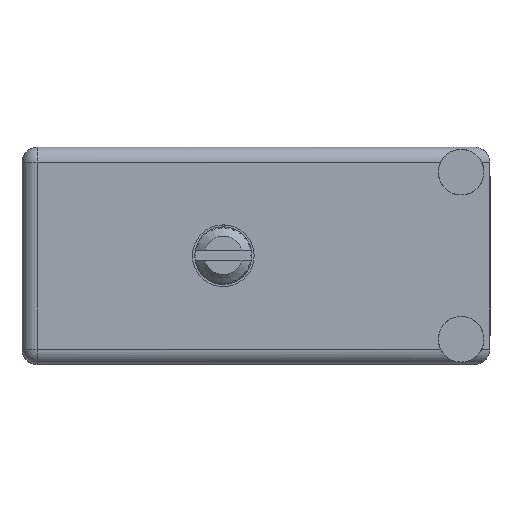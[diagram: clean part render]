
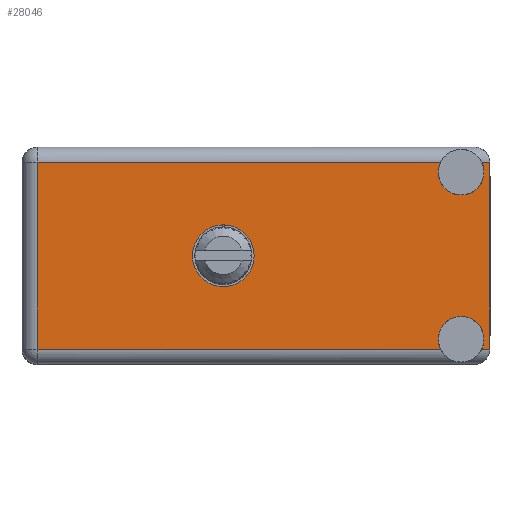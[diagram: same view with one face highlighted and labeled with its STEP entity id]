
A CAD part, top view. The second image highlights one B-rep face of the part: STEP entity #28046.
In plain terms, the highlighted face is planar.
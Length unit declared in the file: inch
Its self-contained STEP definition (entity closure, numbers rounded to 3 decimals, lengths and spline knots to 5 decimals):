
#529 = VECTOR ( 'NONE', #8657, 39.37008 ) ;
#675 = CARTESIAN_POINT ( 'NONE',  ( 0., 0.906, -0.665 ) ) ;
#1102 = EDGE_LOOP ( 'NONE', ( #106355, #81687 ) ) ;
#2030 = DIRECTION ( 'NONE',  ( 0., 1., 0. ) ) ;
#3254 = EDGE_CURVE ( 'NONE', #179042, #27384, #78306, .T. ) ;
#6664 = CARTESIAN_POINT ( 'NONE',  ( 1.445, 0.906, -0.5575 ) ) ;
#8657 = DIRECTION ( 'NONE',  ( 1., 0., 0. ) ) ;
#10525 = CARTESIAN_POINT ( 'NONE',  ( 1.539, 0.906, -0.05 ) ) ;
#10578 = AXIS2_PLACEMENT_3D ( 'NONE', #26147, #101156, #42437 ) ;
#10695 = DIRECTION ( 'NONE',  ( -1., 0., 0. ) ) ;
#10956 = VERTEX_POINT ( 'NONE', #122277 ) ;
#11894 = VECTOR ( 'NONE', #50670, 39.37008 ) ;
#15506 = FACE_BOUND ( 'NONE', #1102, .T. ) ;
#17926 = CARTESIAN_POINT ( 'NONE',  ( 1.51259, 0.906, -0.665 ) ) ;
#19018 = DIRECTION ( 'NONE',  ( 0., 0., 1. ) ) ;
#19276 = FACE_OUTER_BOUND ( 'NONE', #53676, .T. ) ;
#19532 = ORIENTED_EDGE ( 'NONE', *, *, #70102, .F. ) ;
#24241 = AXIS2_PLACEMENT_3D ( 'NONE', #179553, #45009, #19018 ) ;
#25041 = DIRECTION ( 'NONE',  ( 0., 1., 0. ) ) ;
#25184 = DIRECTION ( 'NONE',  ( 0., 1., 0. ) ) ;
#26147 = CARTESIAN_POINT ( 'NONE',  ( 1.445, 0.906, -0.0825 ) ) ;
#27384 = VERTEX_POINT ( 'NONE', #167252 ) ;
#28046 = ADVANCED_FACE ( 'NONE', ( #15506, #19276 ), #103980, .T. ) ;
#29445 = EDGE_CURVE ( 'NONE', #70789, #30179, #170853, .T. ) ;
#30179 = VERTEX_POINT ( 'NONE', #89099 ) ;
#32753 = DIRECTION ( 'NONE',  ( 0., 0., 1. ) ) ;
#34904 = DIRECTION ( 'NONE',  ( 0., 0., 1. ) ) ;
#35082 = ORIENTED_EDGE ( 'NONE', *, *, #43916, .T. ) ;
#37365 = LINE ( 'NONE', #184428, #130233 ) ;
#39097 = EDGE_CURVE ( 'NONE', #103232, #92968, #131225, .T. ) ;
#41916 = VERTEX_POINT ( 'NONE', #17926 ) ;
#42437 = DIRECTION ( 'NONE',  ( 0., 0., 1. ) ) ;
#43874 = CARTESIAN_POINT ( 'NONE',  ( 0.6625, 0.906, -0.459 ) ) ;
#43916 = EDGE_CURVE ( 'NONE', #145046, #10956, #99026, .T. ) ;
#45009 = DIRECTION ( 'NONE',  ( 0., 1., 0. ) ) ;
#45337 = AXIS2_PLACEMENT_3D ( 'NONE', #46245, #2030, #32753 ) ;
#45392 = CIRCLE ( 'NONE', #69979, 0.075 ) ;
#46245 = CARTESIAN_POINT ( 'NONE',  ( 0., 0.906, -0.715 ) ) ;
#48310 = AXIS2_PLACEMENT_3D ( 'NONE', #95136, #183503, #140274 ) ;
#49326 = LINE ( 'NONE', #151263, #71681 ) ;
#49728 = LINE ( 'NONE', #150730, #11894 ) ;
#49941 = DIRECTION ( 'NONE',  ( 0., 1., 0. ) ) ;
#50604 = VERTEX_POINT ( 'NONE', #97634 ) ;
#50670 = DIRECTION ( 'NONE',  ( 0., 0., 1. ) ) ;
#50881 = DIRECTION ( 'NONE',  ( 0., 0., 1. ) ) ;
#51044 = DIRECTION ( 'NONE',  ( 0., 0., 1. ) ) ;
#51430 = ORIENTED_EDGE ( 'NONE', *, *, #3254, .F. ) ;
#52006 = CARTESIAN_POINT ( 'NONE',  ( 1.445, 0.906, -0.6325 ) ) ;
#53676 = EDGE_LOOP ( 'NONE', ( #35082, #19532, #51430, #138472, #132804, #148404, #113908, #91922, #166085, #90745 ) ) ;
#69979 = AXIS2_PLACEMENT_3D ( 'NONE', #108634, #49941, #50881 ) ;
#70102 = EDGE_CURVE ( 'NONE', #27384, #10956, #45392, .T. ) ;
#70789 = VERTEX_POINT ( 'NONE', #43874 ) ;
#71681 = VECTOR ( 'NONE', #34904, 39.37008 ) ;
#78306 = CIRCLE ( 'NONE', #10578, 0.075 ) ;
#81687 = ORIENTED_EDGE ( 'NONE', *, *, #29445, .F. ) ;
#81808 = EDGE_CURVE ( 'NONE', #104147, #41916, #132384, .T. ) ;
#87783 = EDGE_CURVE ( 'NONE', #92968, #41916, #166991, .T. ) ;
#88170 = DIRECTION ( 'NONE',  ( -1., 0., 0. ) ) ;
#88925 = EDGE_CURVE ( 'NONE', #179042, #91650, #37365, .T. ) ;
#89099 = CARTESIAN_POINT ( 'NONE',  ( 0.6625, 0.906, -0.256 ) ) ;
#90745 = ORIENTED_EDGE ( 'NONE', *, *, #98248, .T. ) ;
#91650 = VERTEX_POINT ( 'NONE', #134493 ) ;
#91922 = ORIENTED_EDGE ( 'NONE', *, *, #39097, .F. ) ;
#92968 = VERTEX_POINT ( 'NONE', #6664 ) ;
#95136 = CARTESIAN_POINT ( 'NONE',  ( 1.445, 0.906, -0.6325 ) ) ;
#97634 = CARTESIAN_POINT ( 'NONE',  ( 0.05, 0.906, -0.665 ) ) ;
#98234 = CARTESIAN_POINT ( 'NONE',  ( 1.51259, 0.906, -0.05 ) ) ;
#98248 = EDGE_CURVE ( 'NONE', #50604, #145046, #49326, .T. ) ;
#99026 = LINE ( 'NONE', #10525, #529 ) ;
#99166 = CARTESIAN_POINT ( 'NONE',  ( 1.539, 0.906, -0.665 ) ) ;
#100252 = AXIS2_PLACEMENT_3D ( 'NONE', #140588, #25184, #172226 ) ;
#101156 = DIRECTION ( 'NONE',  ( 0., 1., 0. ) ) ;
#103232 = VERTEX_POINT ( 'NONE', #188436 ) ;
#103980 = PLANE ( 'NONE',  #45337 ) ;
#104147 = VERTEX_POINT ( 'NONE', #99166 ) ;
#106355 = ORIENTED_EDGE ( 'NONE', *, *, #113890, .F. ) ;
#108634 = CARTESIAN_POINT ( 'NONE',  ( 1.445, 0.906, -0.0825 ) ) ;
#112371 = DIRECTION ( 'NONE',  ( 1., 0., 0. ) ) ;
#112458 = EDGE_CURVE ( 'NONE', #103232, #50604, #143361, .T. ) ;
#113890 = EDGE_CURVE ( 'NONE', #30179, #70789, #165442, .T. ) ;
#113908 = ORIENTED_EDGE ( 'NONE', *, *, #87783, .F. ) ;
#114558 = CARTESIAN_POINT ( 'NONE',  ( 0., 0.906, -0.665 ) ) ;
#122277 = CARTESIAN_POINT ( 'NONE',  ( 1.37741, 0.906, -0.05 ) ) ;
#130233 = VECTOR ( 'NONE', #112371, 39.37008 ) ;
#131225 = CIRCLE ( 'NONE', #48310, 0.075 ) ;
#131595 = VECTOR ( 'NONE', #88170, 39.37008 ) ;
#132384 = LINE ( 'NONE', #675, #131595 ) ;
#132804 = ORIENTED_EDGE ( 'NONE', *, *, #176467, .F. ) ;
#134493 = CARTESIAN_POINT ( 'NONE',  ( 1.539, 0.906, -0.05 ) ) ;
#138472 = ORIENTED_EDGE ( 'NONE', *, *, #88925, .T. ) ;
#140274 = DIRECTION ( 'NONE',  ( 0., 0., 1. ) ) ;
#140588 = CARTESIAN_POINT ( 'NONE',  ( 0.6625, 0.906, -0.3575 ) ) ;
#140771 = VECTOR ( 'NONE', #10695, 39.37008 ) ;
#143185 = CARTESIAN_POINT ( 'NONE',  ( 0.05, 0.906, -0.05 ) ) ;
#143361 = LINE ( 'NONE', #114558, #140771 ) ;
#145046 = VERTEX_POINT ( 'NONE', #143185 ) ;
#148404 = ORIENTED_EDGE ( 'NONE', *, *, #81808, .T. ) ;
#150730 = CARTESIAN_POINT ( 'NONE',  ( 1.539, 0.906, 0. ) ) ;
#151263 = CARTESIAN_POINT ( 'NONE',  ( 0.05, 0.906, -0.715 ) ) ;
#154776 = AXIS2_PLACEMENT_3D ( 'NONE', #52006, #25041, #51044 ) ;
#165442 = CIRCLE ( 'NONE', #24241, 0.1015 ) ;
#166085 = ORIENTED_EDGE ( 'NONE', *, *, #112458, .T. ) ;
#166991 = CIRCLE ( 'NONE', #154776, 0.075 ) ;
#167252 = CARTESIAN_POINT ( 'NONE',  ( 1.445, 0.906, -0.1575 ) ) ;
#170853 = CIRCLE ( 'NONE', #100252, 0.1015 ) ;
#172226 = DIRECTION ( 'NONE',  ( 0., 0., 1. ) ) ;
#176467 = EDGE_CURVE ( 'NONE', #104147, #91650, #49728, .T. ) ;
#179042 = VERTEX_POINT ( 'NONE', #98234 ) ;
#179553 = CARTESIAN_POINT ( 'NONE',  ( 0.6625, 0.906, -0.3575 ) ) ;
#183503 = DIRECTION ( 'NONE',  ( 0., 1., 0. ) ) ;
#184428 = CARTESIAN_POINT ( 'NONE',  ( 1.539, 0.906, -0.05 ) ) ;
#188436 = CARTESIAN_POINT ( 'NONE',  ( 1.37741, 0.906, -0.665 ) ) ;
